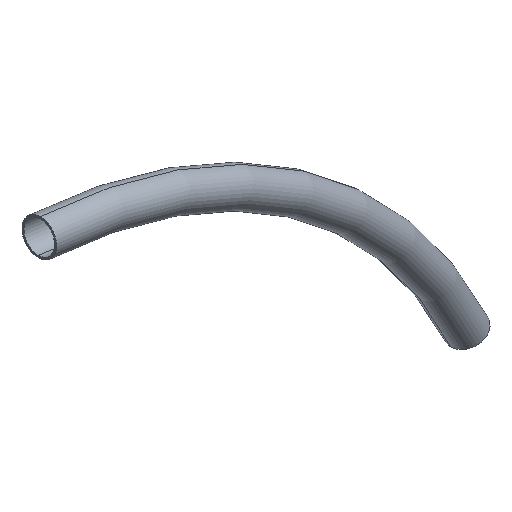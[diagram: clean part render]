
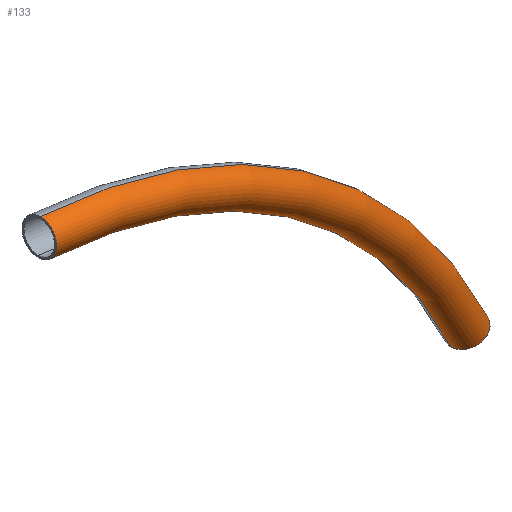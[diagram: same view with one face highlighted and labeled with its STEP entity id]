
A CAD part, isometric view. The second image highlights one B-rep face of the part: STEP entity #133.
In plain terms, the highlighted toroidal (fillet/blend) face has major radius 715 mm and minor radius 24.15 mm.
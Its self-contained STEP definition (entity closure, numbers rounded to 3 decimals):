
#1 = EDGE_CURVE ( 'NONE', #6, #117, #20, .T. ) ;
#6 = VERTEX_POINT ( 'NONE', #58 ) ;
#18 = EDGE_CURVE ( 'NONE', #117, #56, #87, .T. ) ;
#20 = CIRCLE ( 'NONE', #63, 24.15 ) ;
#21 = AXIS2_PLACEMENT_3D ( 'NONE', #148, #41, #248 ) ;
#36 = CARTESIAN_POINT ( 'NONE',  ( 0., 0., 0. ) ) ;
#39 = DIRECTION ( 'NONE',  ( 0., -1., 0. ) ) ;
#41 = DIRECTION ( 'NONE',  ( 0., -1., 0. ) ) ;
#45 = CARTESIAN_POINT ( 'NONE',  ( 0., 0., 0. ) ) ;
#50 = VERTEX_POINT ( 'NONE', #161 ) ;
#54 = CIRCLE ( 'NONE', #21, 690.85 ) ;
#56 = VERTEX_POINT ( 'NONE', #73 ) ;
#57 = DIRECTION ( 'NONE',  ( 0.07, 0., 0.998 ) ) ;
#58 = CARTESIAN_POINT ( 'NONE',  ( 626.123, 0., 291.966 ) ) ;
#61 = CARTESIAN_POINT ( 'NONE',  ( 648.01, 0., 302.172 ) ) ;
#63 = AXIS2_PLACEMENT_3D ( 'NONE', #61, #80, #230 ) ;
#73 = CARTESIAN_POINT ( 'NONE',  ( 51.56, 0., 737.349 ) ) ;
#76 = ORIENTED_EDGE ( 'NONE', *, *, #1, .T. ) ;
#79 = DIRECTION ( 'NONE',  ( 0., -1., 0. ) ) ;
#80 = DIRECTION ( 'NONE',  ( -0.423, 0., 0.906 ) ) ;
#81 = DIRECTION ( 'NONE',  ( 0., 0., -1. ) ) ;
#87 = CIRCLE ( 'NONE', #223, 739.15 ) ;
#98 = DIRECTION ( 'NONE',  ( 0., 0., -1. ) ) ;
#102 = ORIENTED_EDGE ( 'NONE', *, *, #138, .F. ) ;
#103 = CIRCLE ( 'NONE', #224, 24.15 ) ;
#112 = TOROIDAL_SURFACE ( 'NONE', #153, 715., 24.15 ) ;
#116 = CARTESIAN_POINT ( 'NONE',  ( 669.897, 0., 312.378 ) ) ;
#117 = VERTEX_POINT ( 'NONE', #116 ) ;
#133 = ADVANCED_FACE ( 'NONE', ( #167 ), #112, .T. ) ;
#138 = EDGE_CURVE ( 'NONE', #50, #56, #103, .T. ) ;
#148 = CARTESIAN_POINT ( 'NONE',  ( 0., 0., 0. ) ) ;
#153 = AXIS2_PLACEMENT_3D ( 'NONE', #36, #39, #98 ) ;
#161 = CARTESIAN_POINT ( 'NONE',  ( 48.191, 0., 689.167 ) ) ;
#167 = FACE_OUTER_BOUND ( 'NONE', #198, .T. ) ;
#176 = ORIENTED_EDGE ( 'NONE', *, *, #187, .F. ) ;
#184 = DIRECTION ( 'NONE',  ( -0.998, 0., 0.07 ) ) ;
#187 = EDGE_CURVE ( 'NONE', #6, #50, #54, .T. ) ;
#198 = EDGE_LOOP ( 'NONE', ( #76, #240, #102, #176 ) ) ;
#223 = AXIS2_PLACEMENT_3D ( 'NONE', #45, #79, #81 ) ;
#224 = AXIS2_PLACEMENT_3D ( 'NONE', #231, #184, #57 ) ;
#230 = DIRECTION ( 'NONE',  ( 0.906, 0., 0.423 ) ) ;
#231 = CARTESIAN_POINT ( 'NONE',  ( 49.876, 0., 713.258 ) ) ;
#240 = ORIENTED_EDGE ( 'NONE', *, *, #18, .T. ) ;
#248 = DIRECTION ( 'NONE',  ( 0., 0., -1. ) ) ;
